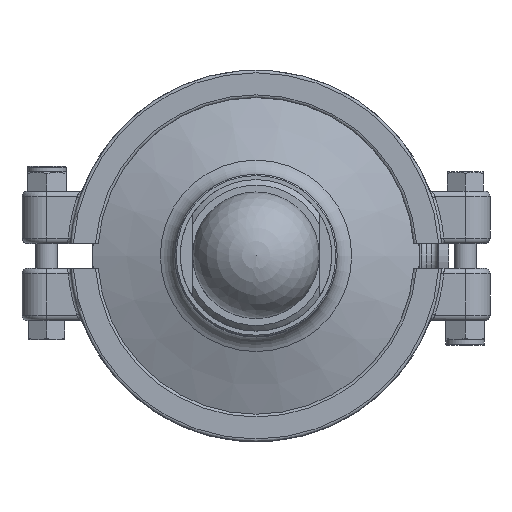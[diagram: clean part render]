
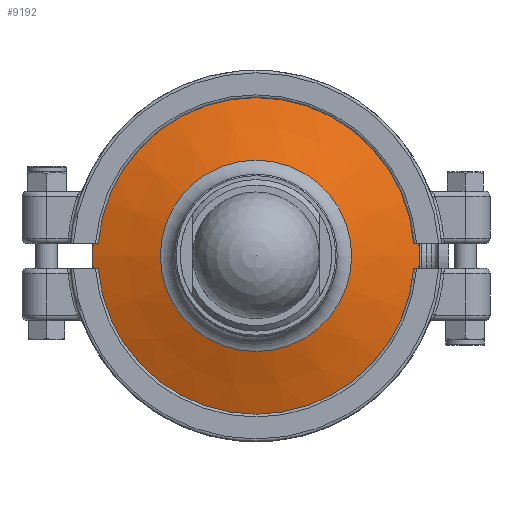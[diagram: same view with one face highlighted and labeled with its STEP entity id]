
A CAD part, top view. The second image highlights one B-rep face of the part: STEP entity #9192.
In plain terms, the highlighted conical face has half-angle 70 degrees and reference radius 29.75 mm.
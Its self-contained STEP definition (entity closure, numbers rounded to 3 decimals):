
#481=CONICAL_SURFACE('',#10079,29.75,1.222);
#814=LINE('',#17610,#1289);
#1289=VECTOR('',#11993,29.75);
#2017=FACE_OUTER_BOUND('',#2636,.T.);
#2636=EDGE_LOOP('',(#7039,#7040,#7041,#7042));
#3282=CIRCLE('',#10073,34.764);
#3287=CIRCLE('',#10080,59.5);
#3940=VERTEX_POINT('',#17597);
#3944=VERTEX_POINT('',#17609);
#5036=EDGE_CURVE('',#3940,#3940,#3282,.T.);
#5042=EDGE_CURVE('',#3940,#3944,#814,.T.);
#5043=EDGE_CURVE('',#3944,#3944,#3287,.T.);
#7039=ORIENTED_EDGE('',*,*,#5036,.F.);
#7040=ORIENTED_EDGE('',*,*,#5042,.T.);
#7041=ORIENTED_EDGE('',*,*,#5043,.T.);
#7042=ORIENTED_EDGE('',*,*,#5042,.F.);
#9192=ADVANCED_FACE('',(#2017),#481,.T.);
#10073=AXIS2_PLACEMENT_3D('',#17598,#11978,#11979);
#10079=AXIS2_PLACEMENT_3D('',#17608,#11991,#11992);
#10080=AXIS2_PLACEMENT_3D('',#17611,#11994,#11995);
#11978=DIRECTION('center_axis',(0.,0.,1.));
#11979=DIRECTION('ref_axis',(-1.,0.,0.));
#11991=DIRECTION('center_axis',(0.,0.,-1.));
#11992=DIRECTION('ref_axis',(1.,0.,0.));
#11993=DIRECTION('',(-0.94,0.,-0.342));
#11994=DIRECTION('center_axis',(0.,0.,1.));
#11995=DIRECTION('ref_axis',(1.,0.,0.));
#17597=CARTESIAN_POINT('',(-34.764,0.,160.103));
#17598=CARTESIAN_POINT('Origin',(0.,0.,
160.103));
#17608=CARTESIAN_POINT('Origin',(0.,0.,161.928));
#17609=CARTESIAN_POINT('',(-59.5,0.,151.1));
#17610=CARTESIAN_POINT('',(-29.75,0.,161.928));
#17611=CARTESIAN_POINT('Origin',(0.,0.,151.1));
